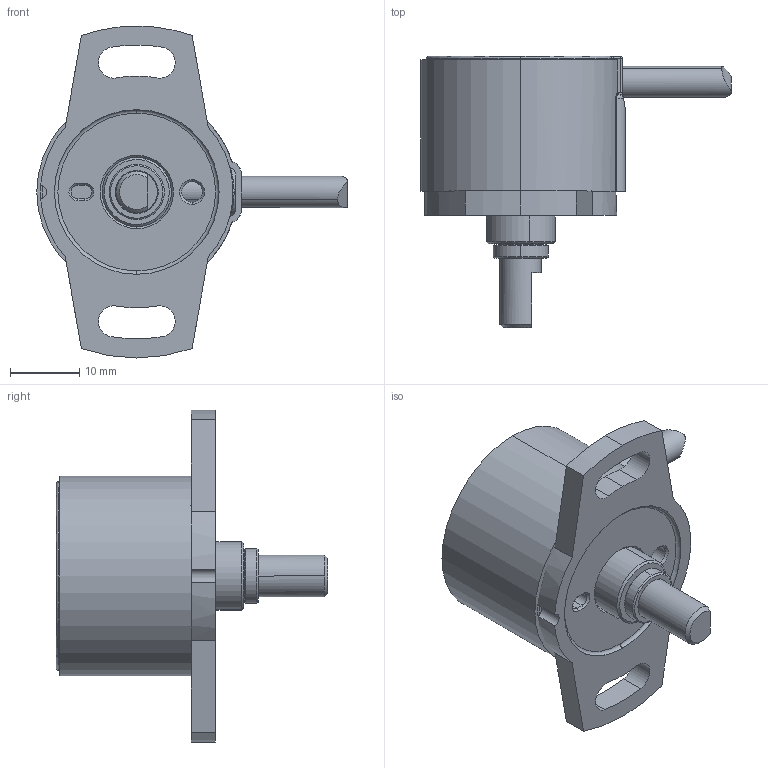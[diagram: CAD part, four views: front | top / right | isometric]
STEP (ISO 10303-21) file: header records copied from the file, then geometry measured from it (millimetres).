
FILE_DESCRIPTION (( 'STEP AP214' ), '1' );
FILE_NAME ('RSM_Welle_Form_X.STEP', '2011-07-19T11:09:36', ( 'dummy' ), ( 'Microsoft' ), 'SwSTEP 2.0', 'SolidWorks 2010', '' );
FILE_SCHEMA (( 'AUTOMOTIVE_DESIGN' ));
Length unit declared in the file: millimetre
Products named in the file (2): RSM_Welle_Form_X; 001xxx_RSM_2.Gen.mit_gebondetem_Magnet~02
Assembly tree (1 placements, depth 2):
  RSM_Welle_Form_X
    001xxx_RSM_2.Gen.mit_gebondetem_Magnet~02
Bounding box: 44.88 x 39.26 x 48 mm (x, y, z)
Surface area: 7201.5 mm2 (no closed solid volume)
Topology: 0 solids, 7 shells, 119 faces, 330 edges, 211 vertices
Faces by surface type: cylinder 50, plane 26, cone 22, torus 12, bspline 7, sphere 2
Entity records: 5595 total; most frequent: CARTESIAN_POINT 1212, DIRECTION 682, ORIENTED_EDGE 579, EDGE_CURVE 328, AXIS2_PLACEMENT_3D 285, VERTEX_POINT 211, CIRCLE 169, EDGE_LOOP 132
